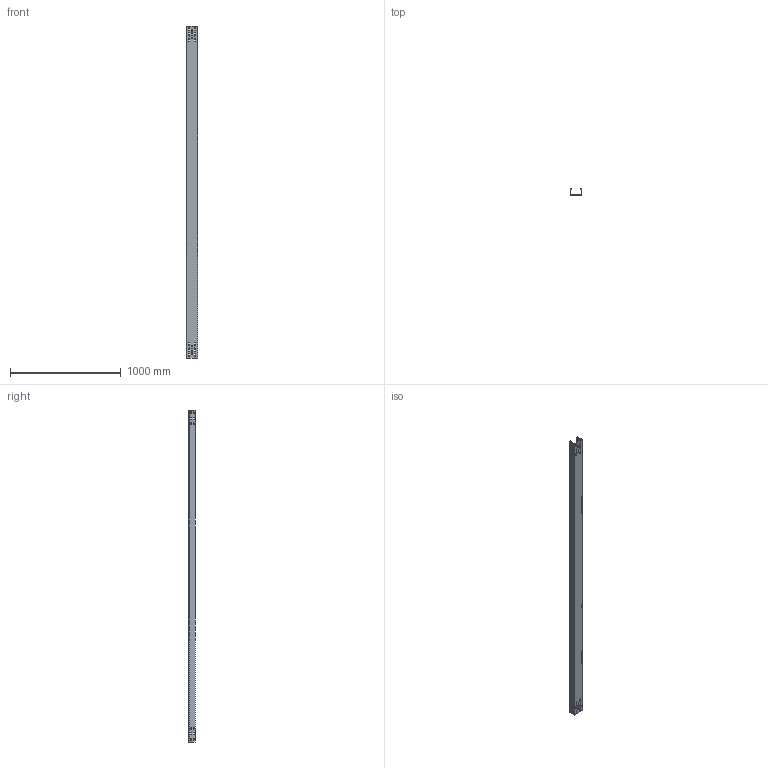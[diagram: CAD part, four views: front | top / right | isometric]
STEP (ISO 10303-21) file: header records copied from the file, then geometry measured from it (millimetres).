
FILE_DESCRIPTION(/* description */ (''),/* implementation_level */ '2;1');
FILE_NAME(/* name */ '6056776',/* time_stamp */ '2014-08-29T08:47:35+02:00',/* author */ (''),/* organization */ (''),/* preprocessor_version */ 'ST-DEVELOPER v15',/* originating_system */ '',/* authorisation */ '');
FILE_SCHEMA (('AUTOMOTIVE_DESIGN'));
Length unit declared in the file: millimetre
Products named in the file (1): Document
Bounding box: 100 x 61 x 3000 mm (x, y, z)
Volume: 723777.3 mm3; surface area: 1477964 mm2
Topology: 1 solids, 1 shells, 178 faces, 528 edges, 352 vertices
Faces by surface type: plane 90, bspline 88
Entity records: 6905 total; most frequent: CARTESIAN_POINT 3628, ORIENTED_EDGE 1056, EDGE_CURVE 528, B_SPLINE_CURVE_WITH_KNOTS 352, VERTEX_POINT 352, EDGE_LOOP 258, ADVANCED_FACE 178, FACE_OUTER_BOUND 178
